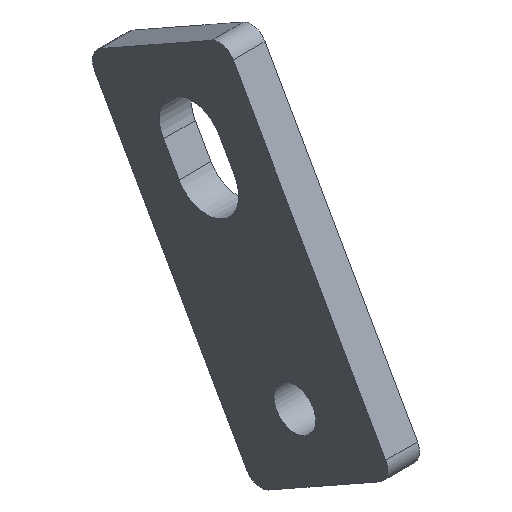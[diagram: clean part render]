
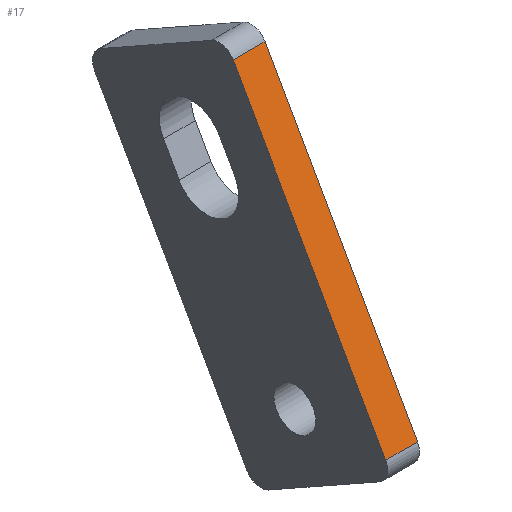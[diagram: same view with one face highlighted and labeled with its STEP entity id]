
A CAD part, isometric view. The second image highlights one B-rep face of the part: STEP entity #17.
In plain terms, the highlighted planar face has unit normal (0, -0.871, 0.491).
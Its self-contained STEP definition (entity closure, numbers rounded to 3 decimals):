
#17 = ADVANCED_FACE('',(#18),#32,.T.);
#18 = FACE_BOUND('',#19,.F.);
#19 = EDGE_LOOP('',(#20,#55,#105,#133));
#20 = ORIENTED_EDGE('',*,*,#21,.T.);
#21 = EDGE_CURVE('',#22,#24,#26,.T.);
#22 = VERTEX_POINT('',#23);
#23 = CARTESIAN_POINT('',(-2.,-19.286,
    -13.846));
#24 = VERTEX_POINT('',#25);
#25 = CARTESIAN_POINT('',(-2.,-0.132,
    20.126));
#26 = SURFACE_CURVE('',#27,(#31,#43),.PCURVE_S1.);
#27 = LINE('',#28,#29);
#28 = CARTESIAN_POINT('',(-2.,-19.286,
    -13.846));
#29 = VECTOR('',#30,1.);
#30 = DIRECTION('',(0.,0.491,0.871));
#31 = PCURVE('',#32,#37);
#32 = PLANE('',#33);
#33 = AXIS2_PLACEMENT_3D('',#34,#35,#36);
#34 = CARTESIAN_POINT('',(0.,-9.709,
    3.14));
#35 = DIRECTION('',(0.,-0.871,0.491)
  );
#36 = DIRECTION('',(-1.,0.,
    0.));
#37 = DEFINITIONAL_REPRESENTATION('',(#38),#42);
#38 = LINE('',#39,#40);
#39 = CARTESIAN_POINT('',(2.,19.5));
#40 = VECTOR('',#41,1.);
#41 = DIRECTION('',(0.,-1.));
#42 = ( GEOMETRIC_REPRESENTATION_CONTEXT(2) 
PARAMETRIC_REPRESENTATION_CONTEXT() REPRESENTATION_CONTEXT('2D SPACE',''
  ) );
#43 = PCURVE('',#44,#49);
#44 = PLANE('',#45);
#45 = AXIS2_PLACEMENT_3D('',#46,#47,#48);
#46 = CARTESIAN_POINT('',(-2.,-0.999,
    -1.771));
#47 = DIRECTION('',(1.,0.,0.)
  );
#48 = DIRECTION('',(0.,-0.491,-0.871)
  );
#49 = DEFINITIONAL_REPRESENTATION('',(#50),#54);
#50 = LINE('',#51,#52);
#51 = CARTESIAN_POINT('',(19.5,-10.));
#52 = VECTOR('',#53,1.);
#53 = DIRECTION('',(-1.,0.));
#54 = ( GEOMETRIC_REPRESENTATION_CONTEXT(2) 
PARAMETRIC_REPRESENTATION_CONTEXT() REPRESENTATION_CONTEXT('2D SPACE',''
  ) );
#55 = ORIENTED_EDGE('',*,*,#56,.F.);
#56 = EDGE_CURVE('',#57,#24,#59,.T.);
#57 = VERTEX_POINT('',#58);
#58 = CARTESIAN_POINT('',(2.,-0.132,20.126
    ));
#59 = SURFACE_CURVE('',#60,(#64,#71),.PCURVE_S1.);
#60 = LINE('',#61,#62);
#61 = CARTESIAN_POINT('',(2.,-0.132,20.126)
  );
#62 = VECTOR('',#63,1.);
#63 = DIRECTION('',(-1.,0.,
    0.));
#64 = PCURVE('',#32,#65);
#65 = DEFINITIONAL_REPRESENTATION('',(#66),#70);
#66 = LINE('',#67,#68);
#67 = CARTESIAN_POINT('',(-2.,-19.5));
#68 = VECTOR('',#69,1.);
#69 = DIRECTION('',(1.,0.));
#70 = ( GEOMETRIC_REPRESENTATION_CONTEXT(2) 
PARAMETRIC_REPRESENTATION_CONTEXT() REPRESENTATION_CONTEXT('2D SPACE',''
  ) );
#71 = PCURVE('',#72,#77);
#72 = CYLINDRICAL_SURFACE('',#73,2.);
#73 = AXIS2_PLACEMENT_3D('',#74,#75,#76);
#74 = CARTESIAN_POINT('',(-2.08,1.61,19.144
    ));
#75 = DIRECTION('',(1.,0.,0.
    ));
#76 = DIRECTION('',(0.,-0.871,0.491)
  );
#77 = DEFINITIONAL_REPRESENTATION('',(#78),#104);
#78 = B_SPLINE_CURVE_WITH_KNOTS('',3,(#79,#80,#81,#82,#83,#84,#85,#86,
    #87,#88,#89,#90,#91,#92,#93,#94,#95,#96,#97,#98,#99,#100,#101,#102,
    #103),.UNSPECIFIED.,.F.,.F.,(4,1,1,1,1,1,1,1,1,1,1,1,1,1,1,1,1,1,1,1
    ,1,1,4),(0.,0.182,0.364,0.545,
    0.727,0.909,1.091,1.273,
    1.455,1.636,1.818,2.,
    2.182,2.364,2.545,2.727,
    2.909,3.091,3.273,3.455,
    3.636,3.818,4.),
  .QUASI_UNIFORM_KNOTS.);
#79 = CARTESIAN_POINT('',(6.283,4.08));
#80 = CARTESIAN_POINT('',(6.283,4.019));
#81 = CARTESIAN_POINT('',(6.283,3.898));
#82 = CARTESIAN_POINT('',(6.283,3.716));
#83 = CARTESIAN_POINT('',(6.283,3.535));
#84 = CARTESIAN_POINT('',(6.283,3.353));
#85 = CARTESIAN_POINT('',(6.283,3.171));
#86 = CARTESIAN_POINT('',(6.283,2.989));
#87 = CARTESIAN_POINT('',(6.283,2.807));
#88 = CARTESIAN_POINT('',(6.283,2.625));
#89 = CARTESIAN_POINT('',(6.283,2.444));
#90 = CARTESIAN_POINT('',(6.283,2.262));
#91 = CARTESIAN_POINT('',(6.283,2.08));
#92 = CARTESIAN_POINT('',(6.283,1.898));
#93 = CARTESIAN_POINT('',(6.283,1.716));
#94 = CARTESIAN_POINT('',(6.283,1.535));
#95 = CARTESIAN_POINT('',(6.283,1.353));
#96 = CARTESIAN_POINT('',(6.283,1.171));
#97 = CARTESIAN_POINT('',(6.283,0.989));
#98 = CARTESIAN_POINT('',(6.283,0.807));
#99 = CARTESIAN_POINT('',(6.283,0.625));
#100 = CARTESIAN_POINT('',(6.283,0.444));
#101 = CARTESIAN_POINT('',(6.283,0.262));
#102 = CARTESIAN_POINT('',(6.283,0.141));
#103 = CARTESIAN_POINT('',(6.283,0.08));
#104 = ( GEOMETRIC_REPRESENTATION_CONTEXT(2) 
PARAMETRIC_REPRESENTATION_CONTEXT() REPRESENTATION_CONTEXT('2D SPACE',''
  ) );
#105 = ORIENTED_EDGE('',*,*,#106,.F.);
#106 = EDGE_CURVE('',#107,#57,#109,.T.);
#107 = VERTEX_POINT('',#108);
#108 = CARTESIAN_POINT('',(2.,-19.286,
    -13.846));
#109 = SURFACE_CURVE('',#110,(#114,#121),.PCURVE_S1.);
#110 = LINE('',#111,#112);
#111 = CARTESIAN_POINT('',(2.,-19.286,
    -13.846));
#112 = VECTOR('',#113,1.);
#113 = DIRECTION('',(0.,0.491,0.871));
#114 = PCURVE('',#32,#115);
#115 = DEFINITIONAL_REPRESENTATION('',(#116),#120);
#116 = LINE('',#117,#118);
#117 = CARTESIAN_POINT('',(-2.,19.5));
#118 = VECTOR('',#119,1.);
#119 = DIRECTION('',(0.,-1.));
#120 = ( GEOMETRIC_REPRESENTATION_CONTEXT(2) 
PARAMETRIC_REPRESENTATION_CONTEXT() REPRESENTATION_CONTEXT('2D SPACE',''
  ) );
#121 = PCURVE('',#122,#127);
#122 = PLANE('',#123);
#123 = AXIS2_PLACEMENT_3D('',#124,#125,#126);
#124 = CARTESIAN_POINT('',(2.,-0.999,
    -1.771));
#125 = DIRECTION('',(1.,0.,0.)
  );
#126 = DIRECTION('',(0.,0.491,0.871)
  );
#127 = DEFINITIONAL_REPRESENTATION('',(#128),#132);
#128 = LINE('',#129,#130);
#129 = CARTESIAN_POINT('',(-19.5,10.));
#130 = VECTOR('',#131,1.);
#131 = DIRECTION('',(1.,0.));
#132 = ( GEOMETRIC_REPRESENTATION_CONTEXT(2) 
PARAMETRIC_REPRESENTATION_CONTEXT() REPRESENTATION_CONTEXT('2D SPACE',''
  ) );
#133 = ORIENTED_EDGE('',*,*,#134,.F.);
#134 = EDGE_CURVE('',#22,#107,#135,.T.);
#135 = SURFACE_CURVE('',#136,(#140,#147),.PCURVE_S1.);
#136 = LINE('',#137,#138);
#137 = CARTESIAN_POINT('',(-2.,-19.286,
    -13.846));
#138 = VECTOR('',#139,1.);
#139 = DIRECTION('',(1.,0.,
    0.));
#140 = PCURVE('',#32,#141);
#141 = DEFINITIONAL_REPRESENTATION('',(#142),#146);
#142 = LINE('',#143,#144);
#143 = CARTESIAN_POINT('',(2.,19.5));
#144 = VECTOR('',#145,1.);
#145 = DIRECTION('',(-1.,0.));
#146 = ( GEOMETRIC_REPRESENTATION_CONTEXT(2) 
PARAMETRIC_REPRESENTATION_CONTEXT() REPRESENTATION_CONTEXT('2D SPACE',''
  ) );
#147 = PCURVE('',#148,#153);
#148 = CYLINDRICAL_SURFACE('',#149,2.);
#149 = AXIS2_PLACEMENT_3D('',#150,#151,#152);
#150 = CARTESIAN_POINT('',(-2.08,-17.544,
    -14.828));
#151 = DIRECTION('',(1.,0.,
    0.));
#152 = DIRECTION('',(0.,-0.491,-0.871)
  );
#153 = DEFINITIONAL_REPRESENTATION('',(#154),#180);
#154 = B_SPLINE_CURVE_WITH_KNOTS('',3,(#155,#156,#157,#158,#159,#160,
    #161,#162,#163,#164,#165,#166,#167,#168,#169,#170,#171,#172,#173,
    #174,#175,#176,#177,#178,#179),.UNSPECIFIED.,.F.,.F.,(4,1,1,1,1,1,1,
    1,1,1,1,1,1,1,1,1,1,1,1,1,1,1,4),(0.,0.182,0.364,
    0.545,0.727,0.909,1.091,
    1.273,1.455,1.636,1.818,
    2.,2.182,2.364,2.545,
    2.727,2.909,3.091,3.273,
    3.455,3.636,3.818,4.),
  .QUASI_UNIFORM_KNOTS.);
#155 = CARTESIAN_POINT('',(4.712,0.08));
#156 = CARTESIAN_POINT('',(4.712,0.141));
#157 = CARTESIAN_POINT('',(4.712,0.262));
#158 = CARTESIAN_POINT('',(4.712,0.444));
#159 = CARTESIAN_POINT('',(4.712,0.625));
#160 = CARTESIAN_POINT('',(4.712,0.807));
#161 = CARTESIAN_POINT('',(4.712,0.989));
#162 = CARTESIAN_POINT('',(4.712,1.171));
#163 = CARTESIAN_POINT('',(4.712,1.353));
#164 = CARTESIAN_POINT('',(4.712,1.535));
#165 = CARTESIAN_POINT('',(4.712,1.716));
#166 = CARTESIAN_POINT('',(4.712,1.898));
#167 = CARTESIAN_POINT('',(4.712,2.08));
#168 = CARTESIAN_POINT('',(4.712,2.262));
#169 = CARTESIAN_POINT('',(4.712,2.444));
#170 = CARTESIAN_POINT('',(4.712,2.625));
#171 = CARTESIAN_POINT('',(4.712,2.807));
#172 = CARTESIAN_POINT('',(4.712,2.989));
#173 = CARTESIAN_POINT('',(4.712,3.171));
#174 = CARTESIAN_POINT('',(4.712,3.353));
#175 = CARTESIAN_POINT('',(4.712,3.535));
#176 = CARTESIAN_POINT('',(4.712,3.716));
#177 = CARTESIAN_POINT('',(4.712,3.898));
#178 = CARTESIAN_POINT('',(4.712,4.019));
#179 = CARTESIAN_POINT('',(4.712,4.08));
#180 = ( GEOMETRIC_REPRESENTATION_CONTEXT(2) 
PARAMETRIC_REPRESENTATION_CONTEXT() REPRESENTATION_CONTEXT('2D SPACE',''
  ) );
